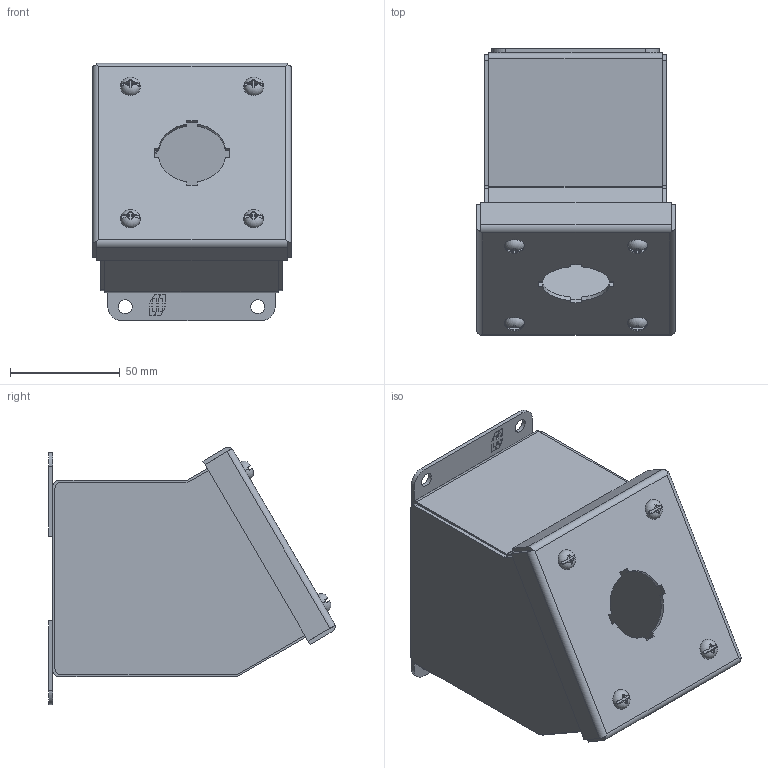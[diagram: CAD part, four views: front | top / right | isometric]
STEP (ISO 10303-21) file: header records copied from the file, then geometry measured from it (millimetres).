
FILE_DESCRIPTION (( 'STEP AP203' ), '1' );
FILE_NAME ('1490D1_Default.step', '2019-11-12T19:47:49', ( '' ), ( '' ), 'SwSTEP 2.0', 'SolidWorks 2019', '' );
FILE_SCHEMA (( 'CONFIG_CONTROL_DESIGN' ));
Length unit declared in the file: inch
Products named in the file (1): 1490D1_Default
Bounding box: 90.47 x 130.37 x 117.16 mm (x, y, z)
Volume: 139962.2 mm3; surface area: 147999.6 mm2
Topology: 21 solids, 21 shells, 571 faces, 1456 edges, 951 vertices
Faces by surface type: plane 375, cylinder 156, cone 24, bspline 8, torus 8
Entity records: 17762 total; most frequent: CARTESIAN_POINT 3708, ORIENTED_EDGE 2908, DIRECTION 2867, EDGE_CURVE 1454, LINE 975, VECTOR 975, VERTEX_POINT 951, AXIS2_PLACEMENT_3D 946
